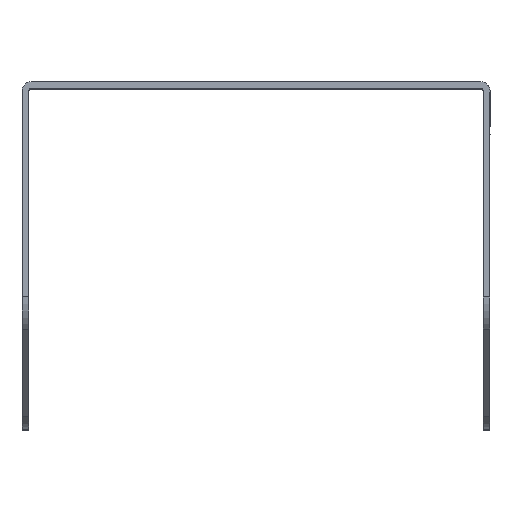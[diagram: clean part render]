
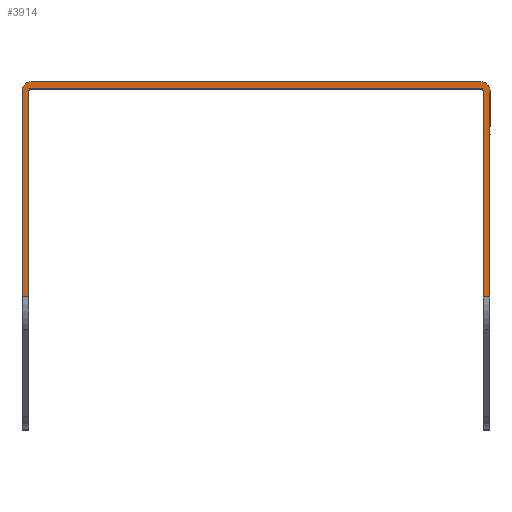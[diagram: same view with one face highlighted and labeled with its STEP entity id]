
A CAD part, top view. The second image highlights one B-rep face of the part: STEP entity #3914.
In plain terms, the highlighted planar face has unit normal (0, 0, 1).
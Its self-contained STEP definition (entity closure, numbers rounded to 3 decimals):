
#202=FACE_OUTER_BOUND('',#420,.T.);
#420=EDGE_LOOP('',(#2774,#2775,#2776,#2777,#2778,#2779,#2780,#2781,#2782,
#2783,#2784,#2785));
#733=CIRCLE('',#4164,1.);
#734=CIRCLE('',#4165,4.);
#735=CIRCLE('',#4166,4.);
#736=CIRCLE('',#4167,1.);
#865=LINE('',#5656,#1269);
#917=LINE('',#5844,#1321);
#933=LINE('',#5906,#1337);
#934=LINE('',#5908,#1338);
#935=LINE('',#5910,#1339);
#936=LINE('',#5914,#1340);
#937=LINE('',#5917,#1341);
#938=LINE('',#5919,#1342);
#1269=VECTOR('',#4505,90.93);
#1321=VECTOR('',#4621,198.429);
#1337=VECTOR('',#4669,90.93);
#1338=VECTOR('',#4670,3.);
#1339=VECTOR('',#4671,90.93);
#1340=VECTOR('',#4674,198.429);
#1341=VECTOR('',#4677,3.);
#1342=VECTOR('',#4678,90.93);
#1663=VERTEX_POINT('',#5621);
#1680=VERTEX_POINT('',#5654);
#1759=VERTEX_POINT('',#5841);
#1760=VERTEX_POINT('',#5843);
#1789=VERTEX_POINT('',#5903);
#1790=VERTEX_POINT('',#5905);
#1791=VERTEX_POINT('',#5907);
#1792=VERTEX_POINT('',#5909);
#1793=VERTEX_POINT('',#5911);
#1794=VERTEX_POINT('',#5913);
#1795=VERTEX_POINT('',#5916);
#1796=VERTEX_POINT('',#5918);
#2076=EDGE_CURVE('',#1680,#1663,#865,.T.);
#2159=EDGE_CURVE('',#1760,#1759,#917,.T.);
#2189=EDGE_CURVE('',#1759,#1789,#733,.T.);
#2190=EDGE_CURVE('',#1789,#1790,#933,.T.);
#2191=EDGE_CURVE('',#1790,#1791,#934,.T.);
#2192=EDGE_CURVE('',#1792,#1791,#935,.T.);
#2193=EDGE_CURVE('',#1793,#1792,#734,.T.);
#2194=EDGE_CURVE('',#1794,#1793,#936,.T.);
#2195=EDGE_CURVE('',#1663,#1794,#735,.T.);
#2196=EDGE_CURVE('',#1795,#1680,#937,.T.);
#2197=EDGE_CURVE('',#1795,#1796,#938,.T.);
#2198=EDGE_CURVE('',#1796,#1760,#736,.T.);
#2774=ORIENTED_EDGE('',*,*,#2159,.T.);
#2775=ORIENTED_EDGE('',*,*,#2189,.T.);
#2776=ORIENTED_EDGE('',*,*,#2190,.T.);
#2777=ORIENTED_EDGE('',*,*,#2191,.T.);
#2778=ORIENTED_EDGE('',*,*,#2192,.F.);
#2779=ORIENTED_EDGE('',*,*,#2193,.F.);
#2780=ORIENTED_EDGE('',*,*,#2194,.F.);
#2781=ORIENTED_EDGE('',*,*,#2195,.F.);
#2782=ORIENTED_EDGE('',*,*,#2076,.F.);
#2783=ORIENTED_EDGE('',*,*,#2196,.F.);
#2784=ORIENTED_EDGE('',*,*,#2197,.T.);
#2785=ORIENTED_EDGE('',*,*,#2198,.T.);
#3802=PLANE('',#4163);
#3914=ADVANCED_FACE('',(#202),#3802,.T.);
#4163=AXIS2_PLACEMENT_3D('',#5902,#4665,#4666);
#4164=AXIS2_PLACEMENT_3D('',#5904,#4667,#4668);
#4165=AXIS2_PLACEMENT_3D('',#5912,#4672,#4673);
#4166=AXIS2_PLACEMENT_3D('',#5915,#4675,#4676);
#4167=AXIS2_PLACEMENT_3D('',#5920,#4679,#4680);
#4505=DIRECTION('',(0.,1.,0.));
#4621=DIRECTION('',(1.,0.,0.));
#4665=DIRECTION('center_axis',(0.,0.,
1.));
#4666=DIRECTION('ref_axis',(0.,-1.,0.));
#4667=DIRECTION('center_axis',(0.,0.,
-1.));
#4668=DIRECTION('ref_axis',(0.,1.,0.));
#4669=DIRECTION('',(0.,-1.,0.));
#4670=DIRECTION('',(1.,0.,0.));
#4671=DIRECTION('',(0.,-1.,0.));
#4672=DIRECTION('center_axis',(0.,0.,
-1.));
#4673=DIRECTION('ref_axis',(0.,1.,0.));
#4674=DIRECTION('',(1.,0.,0.));
#4675=DIRECTION('center_axis',(0.,0.,
-1.));
#4676=DIRECTION('ref_axis',(-1.,0.,0.));
#4677=DIRECTION('',(-1.,0.,0.));
#4678=DIRECTION('',(0.,1.,0.));
#4679=DIRECTION('center_axis',(0.,0.,
-1.));
#4680=DIRECTION('ref_axis',(-1.,0.,0.));
#5621=CARTESIAN_POINT('',(-44.866,-141.866,150.));
#5654=CARTESIAN_POINT('',(-44.866,-232.796,150.));
#5656=CARTESIAN_POINT('',(-44.866,-232.796,150.));
#5841=CARTESIAN_POINT('',(157.563,-140.866,150.));
#5843=CARTESIAN_POINT('',(-40.866,-140.866,150.));
#5844=CARTESIAN_POINT('',(58.349,-140.866,150.));
#5902=CARTESIAN_POINT('Origin',(158.563,150.635,150.));
#5903=CARTESIAN_POINT('',(158.563,-141.866,150.));
#5904=CARTESIAN_POINT('Origin',(157.563,-141.866,150.));
#5905=CARTESIAN_POINT('',(158.563,-232.796,150.));
#5906=CARTESIAN_POINT('',(158.563,-41.081,150.));
#5907=CARTESIAN_POINT('',(161.563,-232.796,150.));
#5908=CARTESIAN_POINT('',(158.563,-232.796,150.));
#5909=CARTESIAN_POINT('',(161.563,-141.866,150.));
#5910=CARTESIAN_POINT('',(161.563,150.635,150.));
#5911=CARTESIAN_POINT('',(157.563,-137.866,150.));
#5912=CARTESIAN_POINT('Origin',(157.563,-141.866,150.));
#5913=CARTESIAN_POINT('',(-40.866,-137.866,150.));
#5914=CARTESIAN_POINT('',(-133.367,-137.866,150.));
#5915=CARTESIAN_POINT('Origin',(-40.866,-141.866,150.));
#5916=CARTESIAN_POINT('',(-41.866,-232.796,150.));
#5917=CARTESIAN_POINT('',(-41.866,-232.796,150.));
#5918=CARTESIAN_POINT('',(-41.866,-141.866,150.));
#5919=CARTESIAN_POINT('',(-41.866,-41.081,150.));
#5920=CARTESIAN_POINT('Origin',(-40.866,-141.866,150.));
